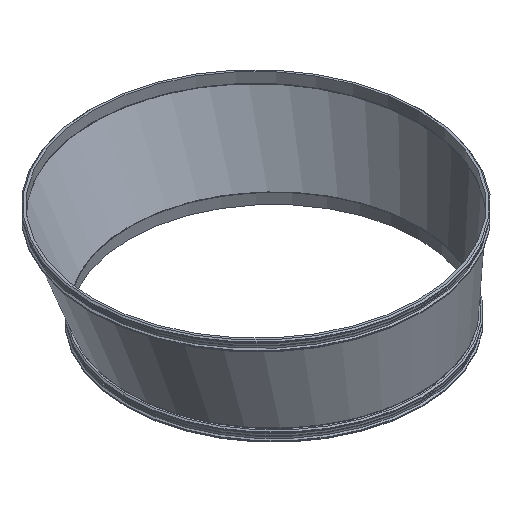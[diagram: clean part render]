
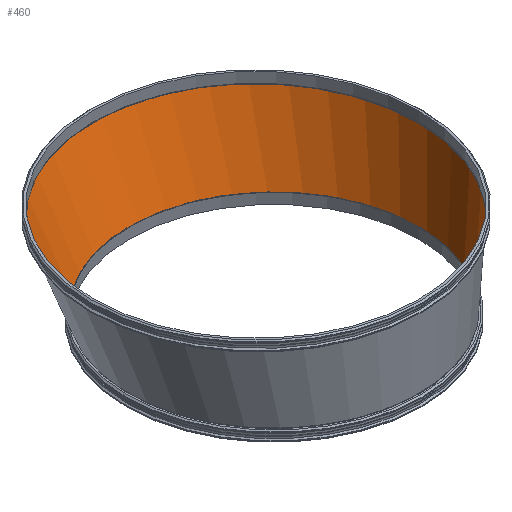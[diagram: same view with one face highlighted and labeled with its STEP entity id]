
A CAD part, isometric view. The second image highlights one B-rep face of the part: STEP entity #460.
In plain terms, the highlighted free-form (B-spline) face has degree [1, 2] with [2, 9] control points.
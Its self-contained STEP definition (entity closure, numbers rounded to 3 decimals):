
#13=B_SPLINE_CURVE_WITH_KNOTS('',1,(#835,#836),.UNSPECIFIED.,.F.,.F.,(2,
2),(0.013,0.482),.UNSPECIFIED.);
#15=(
BOUNDED_SURFACE()
B_SPLINE_SURFACE(1,2,((#814,#815,#816,#817,#818,#819,#820,#821,#822),(#823,
#824,#825,#826,#827,#828,#829,#830,#831)),.UNSPECIFIED.,.F.,.T.,.F.)
B_SPLINE_SURFACE_WITH_KNOTS((2,2),(3,2,2,2,3),(-0.238,0.682),
(-3.142,-1.571,0.,1.571,3.142),
 .UNSPECIFIED.)
GEOMETRIC_REPRESENTATION_ITEM()
RATIONAL_B_SPLINE_SURFACE(((1.,0.707,1.,0.707,1.,
0.707,1.,0.707,1.),(1.,0.707,1.,0.707,
1.,0.707,1.,0.707,1.)))
REPRESENTATION_ITEM('')
SURFACE()
);
#67=FACE_OUTER_BOUND('',#103,.T.);
#103=EDGE_LOOP('',(#398,#399,#400,#401));
#190=CIRCLE('',#538,450.);
#191=CIRCLE('',#539,400.);
#223=VERTEX_POINT('',#832);
#224=VERTEX_POINT('',#834);
#282=EDGE_CURVE('',#223,#223,#190,.T.);
#283=EDGE_CURVE('',#223,#224,#13,.T.);
#284=EDGE_CURVE('',#224,#224,#191,.T.);
#398=ORIENTED_EDGE('',*,*,#282,.F.);
#399=ORIENTED_EDGE('',*,*,#283,.T.);
#400=ORIENTED_EDGE('',*,*,#284,.F.);
#401=ORIENTED_EDGE('',*,*,#283,.F.);
#460=ADVANCED_FACE('',(#67),#15,.T.);
#538=AXIS2_PLACEMENT_3D('',#833,#688,#689);
#539=AXIS2_PLACEMENT_3D('',#837,#690,#691);
#688=DIRECTION('center_axis',(0.,0.,-1.));
#689=DIRECTION('ref_axis',(-0.998,-0.056,0.));
#690=DIRECTION('center_axis',(0.,0.,1.));
#691=DIRECTION('ref_axis',(-0.998,-0.056,0.));
#814=CARTESIAN_POINT('Ctrl Pts',(476.,450.173,306.965));
#815=CARTESIAN_POINT('Ctrl Pts',(476.,0.,
413.236));
#816=CARTESIAN_POINT('Ctrl Pts',(0.,0.,
413.236));
#817=CARTESIAN_POINT('Ctrl Pts',(-476.,0.,
413.236));
#818=CARTESIAN_POINT('Ctrl Pts',(-476.,450.173,306.965));
#819=CARTESIAN_POINT('Ctrl Pts',(-476.,900.347,200.693));
#820=CARTESIAN_POINT('Ctrl Pts',(0.,900.347,
200.693));
#821=CARTESIAN_POINT('Ctrl Pts',(476.,900.347,200.693));
#822=CARTESIAN_POINT('Ctrl Pts',(476.,450.173,306.965));
#823=CARTESIAN_POINT('Ctrl Pts',(378.105,357.589,-85.227));
#824=CARTESIAN_POINT('Ctrl Pts',(378.105,0.,
-0.811));
#825=CARTESIAN_POINT('Ctrl Pts',(0.,0.,
-0.811));
#826=CARTESIAN_POINT('Ctrl Pts',(-378.105,0.,
-0.811));
#827=CARTESIAN_POINT('Ctrl Pts',(-378.105,357.589,-85.227));
#828=CARTESIAN_POINT('Ctrl Pts',(-378.105,715.179,-169.642));
#829=CARTESIAN_POINT('Ctrl Pts',(0.,715.179,
-169.642));
#830=CARTESIAN_POINT('Ctrl Pts',(378.105,715.179,-169.642));
#831=CARTESIAN_POINT('Ctrl Pts',(378.105,357.589,-85.227));
#832=CARTESIAN_POINT('',(449.301,424.922,200.));
#833=CARTESIAN_POINT('Origin',(0.,450.,200.));
#834=CARTESIAN_POINT('',(399.378,377.709,0.));
#835=CARTESIAN_POINT('Ctrl Pts',(449.301,424.922,200.));
#836=CARTESIAN_POINT('Ctrl Pts',(399.378,377.709,0.));
#837=CARTESIAN_POINT('Origin',(0.,400.,0.));
